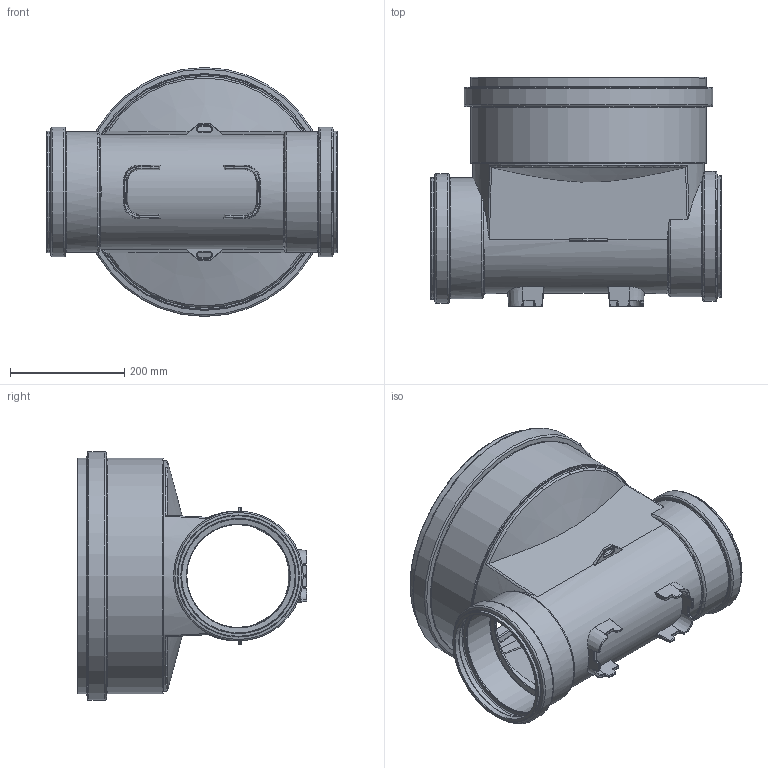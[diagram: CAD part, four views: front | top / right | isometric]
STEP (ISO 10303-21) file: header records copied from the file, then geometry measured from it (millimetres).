
FILE_DESCRIPTION(/* description */ (''),/* implementation_level */ '2;1');
FILE_NAME(/* name */ '660040z.stp',/* time_stamp */ '2023-06-30T11:33:04+02:00',/* author */ ('corinna'),/* organization */ (''),/* preprocessor_version */ 'ST-DEVELOPER v18',/* originating_system */ 'Autodesk Inventor 2020',/* authorisation */ '');
FILE_SCHEMA (('AUTOMOTIVE_DESIGN { 1 0 10303 214 3 1 1 }'));
Length unit declared in the file: millimetre
Products named in the file (1): 660040
Bounding box: 508.7 x 401.5 x 436.1 mm (x, y, z)
Volume: 3554445.7 mm3; surface area: 1249715.3 mm2
Topology: 1 solids, 1 shells, 411 faces, 1137 edges, 734 vertices
Faces by surface type: cylinder 131, bspline 107, plane 84, torus 60, cone 29
Full cylindrical faces by diameter (mm): 180.5 x1, 187.5 x1, 200.6 x1, 200.7 x1, 200.9 x3, 201 x1, 212 x1, 212.3 x2, 215.935 x1, 216.3 x1, 227.335 x1, 227.7 x1, 404 x2, 404.9 x1, 413 x2, 427.1 x1, 436.1 x1
Entity records: 16799 total; most frequent: CARTESIAN_POINT 6399, ORIENTED_EDGE 2274, DIRECTION 2163, EDGE_CURVE 1137, AXIS2_PLACEMENT_3D 920, VERTEX_POINT 734, CIRCLE 477, EDGE_LOOP 425
